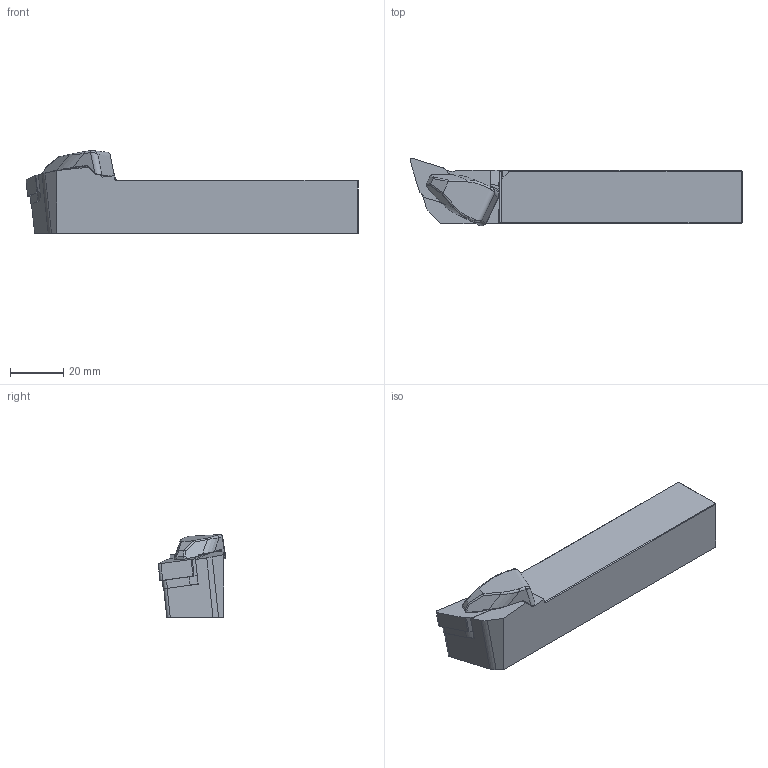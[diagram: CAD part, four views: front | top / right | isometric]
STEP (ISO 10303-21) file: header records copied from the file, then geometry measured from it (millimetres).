
FILE_DESCRIPTION(/* description */ (''),/* implementation_level */ '2;1');
FILE_NAME(/* name */ 'TDHNL-2020-K15.stp',/* time_stamp */ '2023-10-13T13:51:02+03:00',/* author */ (''),/* organization */ (''),/* preprocessor_version */ 'ST-DEVELOPER v19.4',/* originating_system */ 'SIEMENS PLM Software NX2306.3001',/* authorisation */ '');
FILE_SCHEMA (('AUTOMOTIVE_DESIGN { 1 0 10303 214 3 1 1 1 }'));
Length unit declared in the file: millimetre
Products named in the file (1): TDHNR-2020-K15
Bounding box: 124.59 x 25.41 x 31.09 mm (x, y, z)
Volume: 50859.9 mm3; surface area: 12244.1 mm2
Topology: 2 solids, 2 shells, 142 faces, 360 edges, 220 vertices
Faces by surface type: plane 66, cylinder 51, bspline 18, cone 3, torus 2, sphere 2
Full cylindrical faces by diameter (mm): 4.4 x1, 6.4 x1
Entity records: 4642 total; most frequent: CARTESIAN_POINT 1220, DIRECTION 727, ORIENTED_EDGE 706, EDGE_CURVE 353, AXIS2_PLACEMENT_3D 261, VERTEX_POINT 220, LINE 205, VECTOR 205
